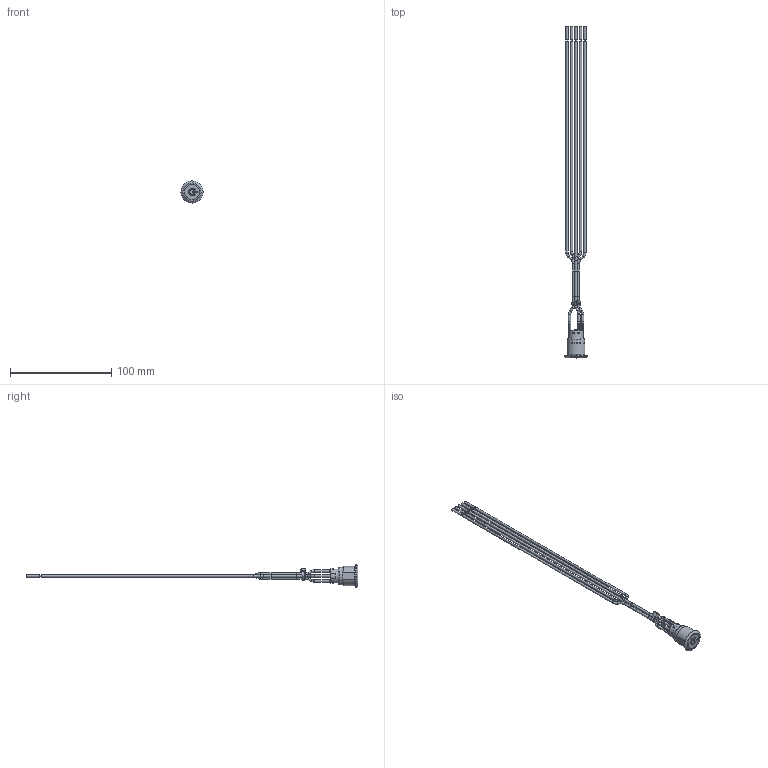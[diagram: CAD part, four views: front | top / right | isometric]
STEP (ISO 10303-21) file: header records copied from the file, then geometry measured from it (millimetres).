
FILE_DESCRIPTION(/* description */ (''),/* implementation_level */ '2;1');
FILE_NAME(/* name */ 'ULV4FWBxx5xx.stp',/* time_stamp */ '2020-04-21T09:23:29-05:00',/* author */ ('mwilliams'),/* organization */ (''),/* preprocessor_version */ 'ST-DEVELOPER v17.2',/* originating_system */ 'Autodesk Inventor 2019',/* authorisation */ '');
FILE_SCHEMA (('AUTOMOTIVE_DESIGN { 1 0 10303 214 3 1 1 }'));
Length unit declared in the file: millimetre
Products named in the file (1): ULV4FWBxx5xx
Bounding box: 22 x 327.5 x 22 mm (x, y, z)
Volume: 12047.3 mm3; surface area: 13908.7 mm2
Topology: 1 solids, 1 shells, 408 faces, 1111 edges, 714 vertices
Faces by surface type: plane 219, cylinder 92, bspline 50, torus 28, cone 11, sphere 8
Full cylindrical faces by diameter (mm): 1.1 x5, 2.2 x36, 2.4 x5, 13.3 x1, 14.7 x1, 15.5 x1, 17.5 x2, 22 x1
Entity records: 13529 total; most frequent: CARTESIAN_POINT 3091, ORIENTED_EDGE 2222, DIRECTION 2113, EDGE_CURVE 1111, AXIS2_PLACEMENT_3D 748, VERTEX_POINT 714, LINE 617, VECTOR 617
